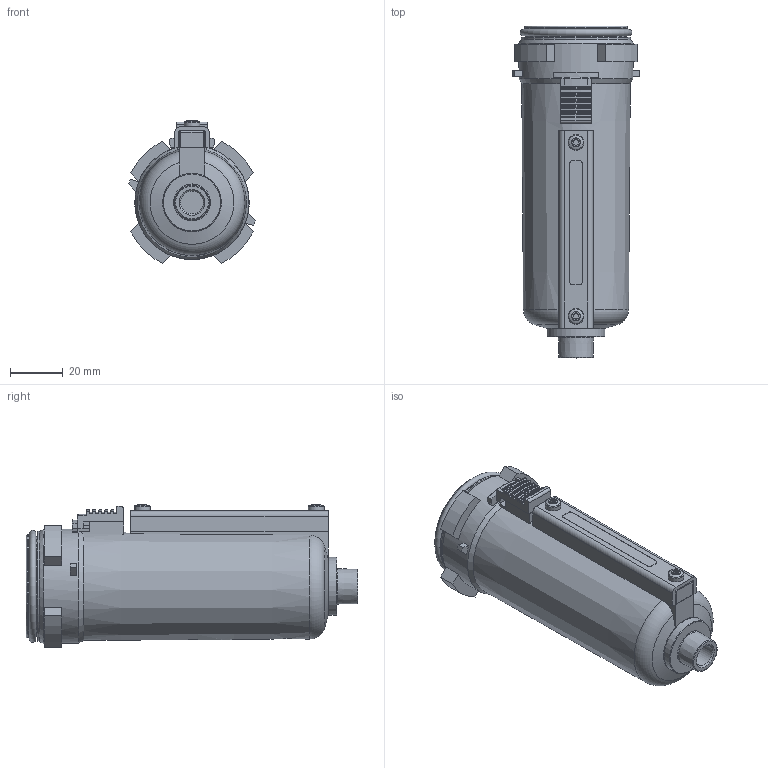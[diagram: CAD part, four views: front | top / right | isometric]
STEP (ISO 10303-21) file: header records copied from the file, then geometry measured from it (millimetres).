
FILE_DESCRIPTION(/* description */ ('STEP AP214'),/* implementation_level */ '2;1');
FILE_NAME(/* name */ '028566',/* time_stamp */ '2026-03-18T12:11:44+01:00',/* author */ ('License CC BY-ND 4.0'),/* organization */ ('CADENAS'),/* preprocessor_version */ 'ST-DEVELOPER v20',/* originating_system */ 'PARTsolutions',/* authorisation */ ' ');
FILE_SCHEMA (('AUTOMOTIVE_DESIGN {1 0 10303 214 3 1 1}'));
Length unit declared in the file: millimetre
Products named in the file (4): 028566; 028566_G; 028566_RE; 028566_DIS
Assembly tree (3 placements, depth 2):
  028566
    028566_G
    028566_RE
    028566_DIS
Bounding box: 47.99 x 126 x 54.3 mm (x, y, z)
Volume: 163236.5 mm3; surface area: 25959.5 mm2
Topology: 3 solids, 3 shells, 260 faces, 688 edges, 450 vertices
Faces by surface type: plane 133, cylinder 78, torus 41, cone 7, sphere 1
Full cylindrical faces by diameter (mm): 6 x2, 8.566 x1, 22 x1, 37.9 x2, 39.1 x1, 41.7 x1, 43.4 x1
Entity records: 9314 total; most frequent: CARTESIAN_POINT 1619, DIRECTION 1322, ORIENTED_EDGE 1310, EDGE_CURVE 655, AXIS2_PLACEMENT_3D 481, VERTEX_POINT 446, LINE 360, VECTOR 360
